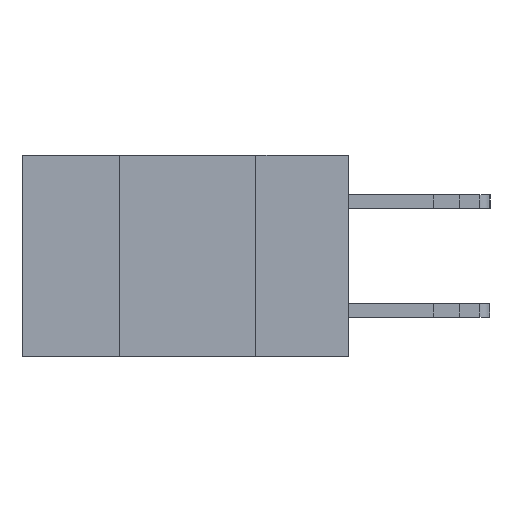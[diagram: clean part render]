
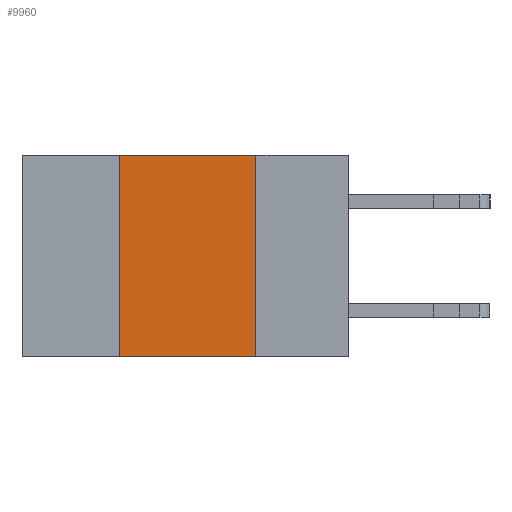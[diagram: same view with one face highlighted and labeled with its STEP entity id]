
A CAD part, left-side view. The second image highlights one B-rep face of the part: STEP entity #9960.
In plain terms, the highlighted planar face has unit normal (-1, 0, 0).
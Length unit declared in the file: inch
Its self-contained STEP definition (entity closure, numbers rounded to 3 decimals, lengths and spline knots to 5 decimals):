
#316 = VECTOR ( 'NONE', #4901, 39.37008 ) ;
#324 = CARTESIAN_POINT ( 'NONE',  ( 0., 0.42, 0. ) ) ;
#821 = CARTESIAN_POINT ( 'NONE',  ( 0., 0.6, 0. ) ) ;
#935 = CARTESIAN_POINT ( 'NONE',  ( 0., 0.6, -0.37 ) ) ;
#1222 = ORIENTED_EDGE ( 'NONE', *, *, #6500, .F. ) ;
#2014 = DIRECTION ( 'NONE',  ( 0., 0., -1. ) ) ;
#2139 = DIRECTION ( 'NONE',  ( 0., -1., 0. ) ) ;
#2142 = CARTESIAN_POINT ( 'NONE',  ( 0., 0.6, 0. ) ) ;
#2144 = ORIENTED_EDGE ( 'NONE', *, *, #4182, .T. ) ;
#3032 = LINE ( 'NONE', #9318, #5784 ) ;
#3272 = VERTEX_POINT ( 'NONE', #324 ) ;
#3320 = CARTESIAN_POINT ( 'NONE',  ( 0., 0.17, 0. ) ) ;
#3827 = LINE ( 'NONE', #2142, #9704 ) ;
#4182 = EDGE_CURVE ( 'NONE', #9082, #8584, #5359, .T. ) ;
#4240 = VERTEX_POINT ( 'NONE', #3320 ) ;
#4322 = EDGE_LOOP ( 'NONE', ( #5689, #1222, #12214, #2144 ) ) ;
#4638 = DIRECTION ( 'NONE',  ( 0., 0., -1. ) ) ;
#4901 = DIRECTION ( 'NONE',  ( 0., 0., 1. ) ) ;
#5227 = CARTESIAN_POINT ( 'NONE',  ( 0., 0.17, -0.37 ) ) ;
#5359 = LINE ( 'NONE', #935, #11234 ) ;
#5689 = ORIENTED_EDGE ( 'NONE', *, *, #7560, .F. ) ;
#5784 = VECTOR ( 'NONE', #4638, 39.37008 ) ;
#6500 = EDGE_CURVE ( 'NONE', #3272, #4240, #3827, .T. ) ;
#7356 = CARTESIAN_POINT ( 'NONE',  ( 0., 0.42, -0.37 ) ) ;
#7560 = EDGE_CURVE ( 'NONE', #4240, #8584, #3032, .T. ) ;
#8584 = VERTEX_POINT ( 'NONE', #5227 ) ;
#9037 = DIRECTION ( 'NONE',  ( 1., 0., 0. ) ) ;
#9082 = VERTEX_POINT ( 'NONE', #7356 ) ;
#9121 = AXIS2_PLACEMENT_3D ( 'NONE', #821, #9037, #2014 ) ;
#9318 = CARTESIAN_POINT ( 'NONE',  ( 0., 0.17, 0. ) ) ;
#9704 = VECTOR ( 'NONE', #11542, 39.37008 ) ;
#9960 = ADVANCED_FACE ( 'NONE', ( #12840 ), #12542, .F. ) ;
#11234 = VECTOR ( 'NONE', #2139, 39.37008 ) ;
#11542 = DIRECTION ( 'NONE',  ( 0., -1., 0. ) ) ;
#12214 = ORIENTED_EDGE ( 'NONE', *, *, #13782, .F. ) ;
#12542 = PLANE ( 'NONE',  #9121 ) ;
#12828 = LINE ( 'NONE', #14262, #316 ) ;
#12840 = FACE_OUTER_BOUND ( 'NONE', #4322, .T. ) ;
#13782 = EDGE_CURVE ( 'NONE', #9082, #3272, #12828, .T. ) ;
#14262 = CARTESIAN_POINT ( 'NONE',  ( 0., 0.42, 0. ) ) ;
